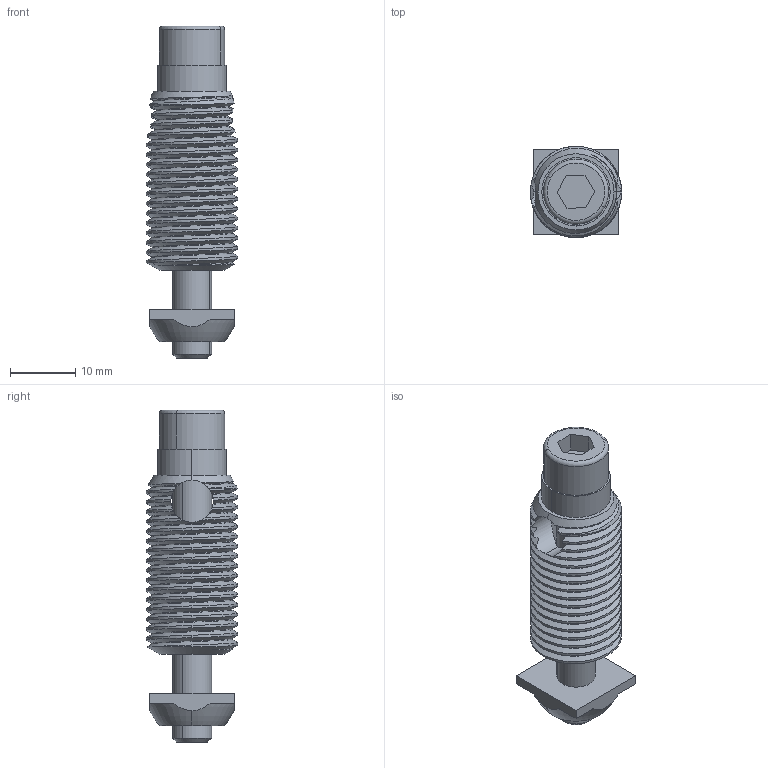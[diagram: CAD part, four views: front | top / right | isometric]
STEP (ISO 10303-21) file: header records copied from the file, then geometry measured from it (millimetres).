
FILE_DESCRIPTION (( 'STEP AP214' ), '1' );
FILE_NAME ('084.312.013.STEP', '2021-05-20T11:35:08', ( '' ), ( '' ), 'SwSTEP 2.0', 'SolidWorks 2018', '' );
FILE_SCHEMA (( 'AUTOMOTIVE_DESIGN' ));
Length unit declared in the file: millimetre
Products named in the file (4): VITI TCEI UNI 5931_M6x45 UNI 5931; 084.312.013; 084.302.000 DADI ALUSIC 13x13_084.302.003; 084.312.010
Assembly tree (3 placements, depth 2):
  084.312.013
    084.312.010
    084.302.000 DADI ALUSIC 13x13_084.302.003
    VITI TCEI UNI 5931_M6x45 UNI 5931
Bounding box: 14 x 14 x 51 mm (x, y, z)
Volume: 4768.9 mm3; surface area: 4552.7 mm2
Topology: 3 solids, 3 shells, 113 faces, 314 edges, 206 vertices
Faces by surface type: cylinder 46, plane 29, bspline 27, cone 7, torus 4
Entity records: 29011 total; most frequent: CARTESIAN_POINT 26417, ORIENTED_EDGE 628, DIRECTION 356, EDGE_CURVE 314, VERTEX_POINT 206, AXIS2_PLACEMENT_3D 129, B_SPLINE_CURVE_WITH_KNOTS 121, EDGE_LOOP 120
